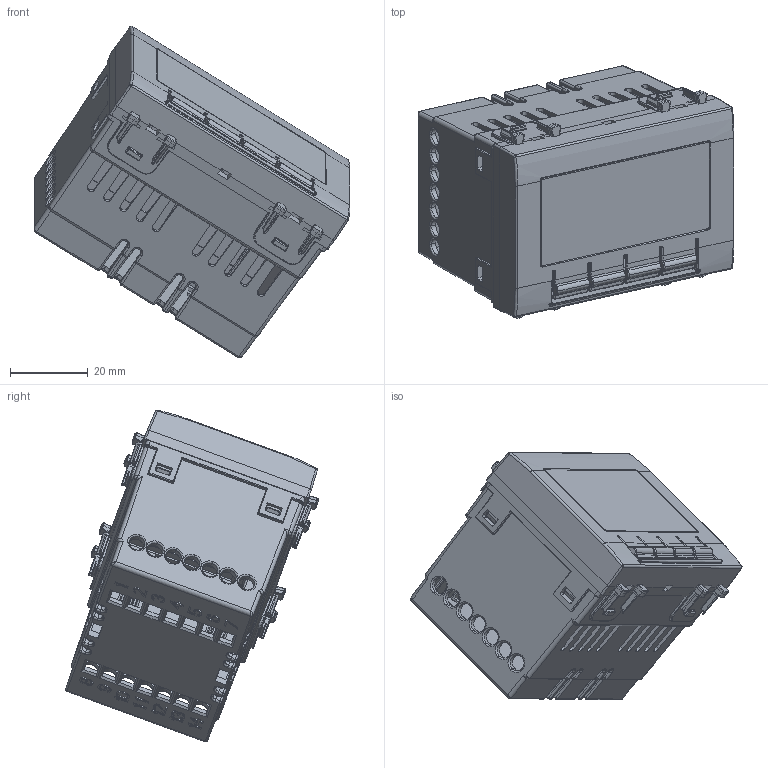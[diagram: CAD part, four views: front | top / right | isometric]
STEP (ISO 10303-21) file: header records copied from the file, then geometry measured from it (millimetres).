
FILE_DESCRIPTION(('CATIA V5 STEP Exchange'),'2;1');
FILE_NAME('441CRT3.stp','2024-02-23T07:59:29+00:00',('none'),('none'),'CATIA Version 5-6 Release 2016 SP6','CATIA V5 STEP AP203','none');
FILE_SCHEMA(('CONFIG_CONTROL_DESIGN'));
Products named in the file (1): 441CRT3
Assembly tree (4 placements, depth 2):
  441CRT3
    #57
    #63960
    #132866
    #132910
Bounding box: 81.2 x 64.97 x 85.22 mm (x, y, z)
Volume: 23358.7 mm3; surface area: 32880.2 mm2
Topology: 3 solids, 3 shells, 3416 faces, 9163 edges, 5507 vertices
Faces by surface type: plane 1538, cylinder 1166, bspline 340, sphere 234, torus 56, cone 52, extrusion 30
Entity records: 132777 total; most frequent: CARTESIAN_POINT 55728, ORIENTED_EDGE 17898, DIRECTION 12601, EDGE_CURVE 8949, VECTOR 5695, LINE 5665, VERTEX_POINT 5503, AXIS2_PLACEMENT_3D 4006
